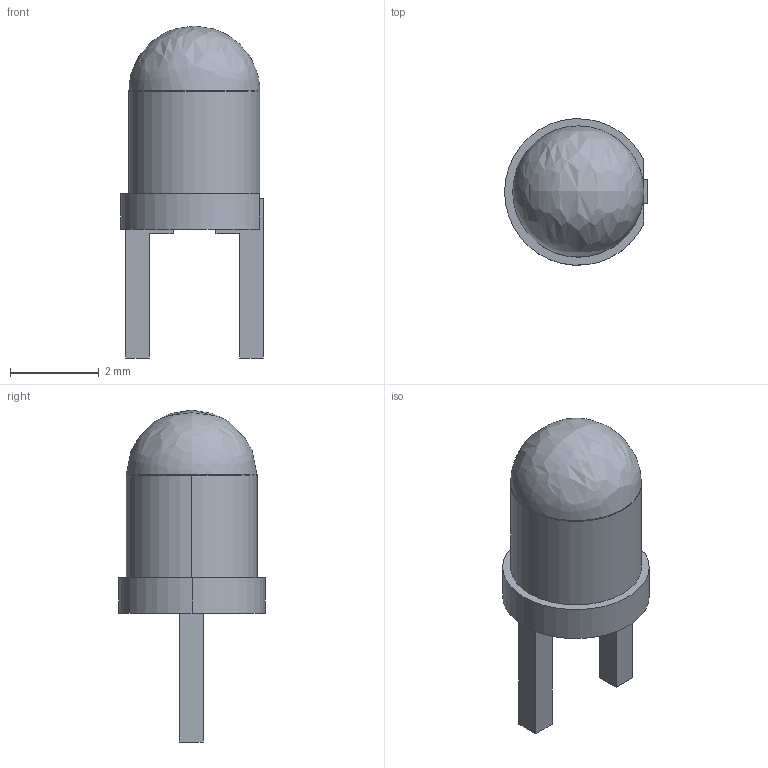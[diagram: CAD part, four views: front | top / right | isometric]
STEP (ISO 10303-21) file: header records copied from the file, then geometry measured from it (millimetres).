
FILE_DESCRIPTION (( 'STEP AP214' ), '1' );
FILE_NAME ('User Library-LED_d3-RED.STEP', '2013-03-01T12:00:11', ( 'Windows User' ), ( '' ), 'SwSTEP 2.0', 'SolidWorks 2013', '' );
FILE_SCHEMA (( 'AUTOMOTIVE_DESIGN' ));
Length unit declared in the file: millimetre
Products named in the file (6): User Library-LED_d3-RED_LED_d3_RED003; User Library-LED_d3-RED_LED_d3_RED002; User Library-LED_d3-RED_LED_d3_RED; User Library-LED_d3-RED_LED_d3_RED001; User Library-LED_d3-RED_LED_d3_RED004; User Library-LED_d3-RED
Assembly tree (5 placements, depth 2):
  User Library-LED_d3-RED
    User Library-LED_d3-RED_LED_d3_RED004
    User Library-LED_d3-RED_LED_d3_RED001
    User Library-LED_d3-RED_LED_d3_RED
    User Library-LED_d3-RED_LED_d3_RED002
    User Library-LED_d3-RED_LED_d3_RED003
Bounding box: 3.21 x 3.29 x 7.47 mm (x, y, z)
Volume: 38.6 mm3; surface area: 106.9 mm2
Topology: 5 solids, 5 shells, 27 faces, 57 edges, 36 vertices
Faces by surface type: plane 21, cylinder 4, bspline 2
Entity records: 1254 total; most frequent: CARTESIAN_POINT 154, DIRECTION 129, ORIENTED_EDGE 106, EDGE_CURVE 53, VECTOR 43, AXIS2_PLACEMENT_3D 43, LINE 43, UNCERTAINTY_MEASURE_WITH_UNIT 43
